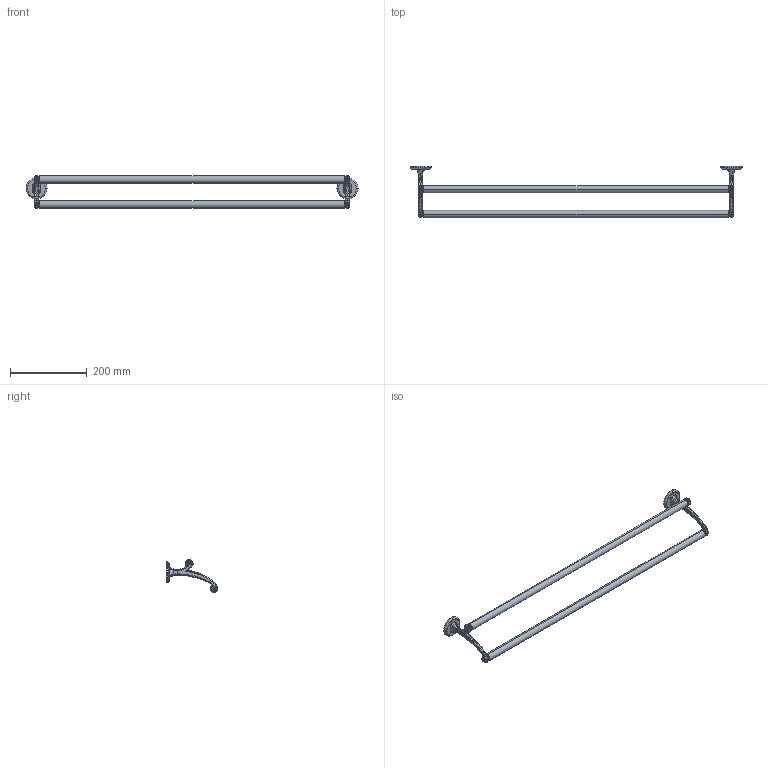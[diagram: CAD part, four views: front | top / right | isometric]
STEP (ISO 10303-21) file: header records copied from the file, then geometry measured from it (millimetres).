
FILE_DESCRIPTION((''),'2;1');
FILE_NAME('2722-32_WEB','2010-10-01T',('project'),(''),'PRO/ENGINEER BY PARAMETRIC TECHNOLOGY CORPORATION, 2009300','PRO/ENGINEER BY PARAMETRIC TECHNOLOGY CORPORATION, 2009300','');
FILE_SCHEMA(('CONFIG_CONTROL_DESIGN'));
Length unit declared in the file: inch
Products named in the file (1): 2722-32_WEB
Bounding box: 867.79 x 135.52 x 84.99 mm (x, y, z)
Volume: 505475.5 mm3; surface area: 126825.9 mm2
Topology: 1 solids, 7 shells, 532 faces, 1322 edges, 858 vertices
Faces by surface type: plane 228, cylinder 192, torus 84, bspline 16, cone 12
Entity records: 17170 total; most frequent: CARTESIAN_POINT 4226, DIRECTION 2774, ORIENTED_EDGE 2636, EDGE_CURVE 1318, AXIS2_PLACEMENT_3D 1053, VERTEX_POINT 858, VECTOR 668, LINE 668
